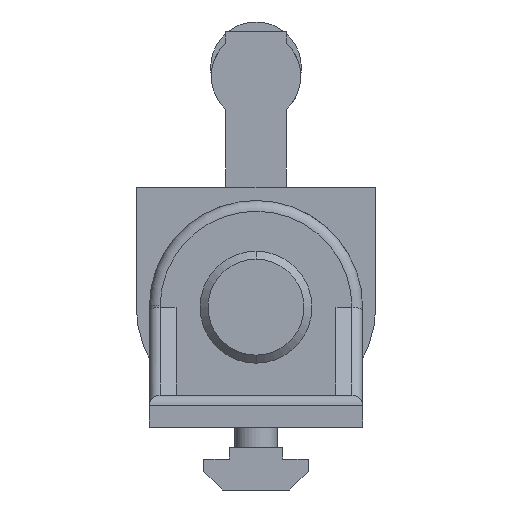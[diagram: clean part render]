
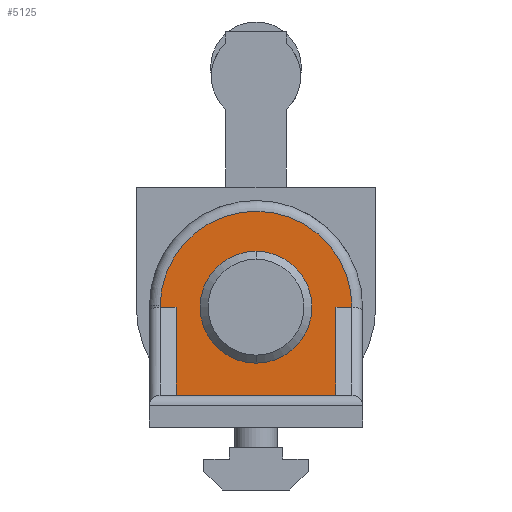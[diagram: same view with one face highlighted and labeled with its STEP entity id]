
A CAD part, left-side view. The second image highlights one B-rep face of the part: STEP entity #5125.
In plain terms, the highlighted planar face has unit normal (-1, 0, 0).
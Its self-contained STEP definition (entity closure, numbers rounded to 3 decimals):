
#67 = VERTEX_POINT ( 'NONE', #5215 ) ;
#144 = AXIS2_PLACEMENT_3D ( 'NONE', #5256, #839, #395 ) ;
#168 = CIRCLE ( 'NONE', #1816, 18. ) ;
#229 = CARTESIAN_POINT ( 'NONE',  ( -28.5, 15., -16.5 ) ) ;
#277 = VERTEX_POINT ( 'NONE', #4336 ) ;
#284 = ORIENTED_EDGE ( 'NONE', *, *, #2068, .T. ) ;
#303 = CARTESIAN_POINT ( 'NONE',  ( -28.5, -18., 0. ) ) ;
#389 = VECTOR ( 'NONE', #528, 1000. ) ;
#395 = DIRECTION ( 'NONE',  ( 0., 0., 1. ) ) ;
#528 = DIRECTION ( 'NONE',  ( 0., 1., 0. ) ) ;
#582 = LINE ( 'NONE', #1825, #389 ) ;
#602 = DIRECTION ( 'NONE',  ( 0., -1., 0. ) ) ;
#625 = DIRECTION ( 'NONE',  ( 0., 0., -1. ) ) ;
#721 = DIRECTION ( 'NONE',  ( 0., 0., 1. ) ) ;
#765 = VERTEX_POINT ( 'NONE', #229 ) ;
#804 = DIRECTION ( 'NONE',  ( -1., 0., 0. ) ) ;
#825 = ORIENTED_EDGE ( 'NONE', *, *, #4326, .T. ) ;
#839 = DIRECTION ( 'NONE',  ( 1., 0., 0. ) ) ;
#980 = DIRECTION ( 'NONE',  ( 0., -1., 0. ) ) ;
#1033 = EDGE_CURVE ( 'NONE', #3111, #277, #4059, .T. ) ;
#1077 = CARTESIAN_POINT ( 'NONE',  ( -28.5, 15., 0. ) ) ;
#1158 = DIRECTION ( 'NONE',  ( 1., 0., 0. ) ) ;
#1229 = DIRECTION ( 'NONE',  ( -1., 0., 0. ) ) ;
#1308 = EDGE_LOOP ( 'NONE', ( #2408, #825 ) ) ;
#1343 = EDGE_CURVE ( 'NONE', #67, #2693, #2243, .T. ) ;
#1436 = EDGE_CURVE ( 'NONE', #2907, #765, #2447, .T. ) ;
#1501 = CARTESIAN_POINT ( 'NONE',  ( -28.5, 15., 0. ) ) ;
#1777 = EDGE_CURVE ( 'NONE', #2907, #2693, #4861, .T. ) ;
#1816 = AXIS2_PLACEMENT_3D ( 'NONE', #3528, #1229, #3953 ) ;
#1825 = CARTESIAN_POINT ( 'NONE',  ( -28.5, -18., 0. ) ) ;
#1938 = FACE_OUTER_BOUND ( 'NONE', #3032, .T. ) ;
#1973 = ORIENTED_EDGE ( 'NONE', *, *, #3912, .F. ) ;
#1983 = CARTESIAN_POINT ( 'NONE',  ( -28.5, 0., 0. ) ) ;
#2053 = DIRECTION ( 'NONE',  ( 0., 0., -1. ) ) ;
#2068 = EDGE_CURVE ( 'NONE', #3540, #67, #168, .T. ) ;
#2096 = CIRCLE ( 'NONE', #5363, 10.5 ) ;
#2169 = CARTESIAN_POINT ( 'NONE',  ( -28.5, -20., 0. ) ) ;
#2175 = AXIS2_PLACEMENT_3D ( 'NONE', #2169, #804, #2600 ) ;
#2195 = ORIENTED_EDGE ( 'NONE', *, *, #1033, .F. ) ;
#2213 = CARTESIAN_POINT ( 'NONE',  ( -28.5, -15., 0. ) ) ;
#2243 = CIRCLE ( 'NONE', #5594, 18. ) ;
#2290 = CARTESIAN_POINT ( 'NONE',  ( -28.5, 15., -16.5 ) ) ;
#2336 = DIRECTION ( 'NONE',  ( -1., 0., 0. ) ) ;
#2346 = VERTEX_POINT ( 'NONE', #4095 ) ;
#2408 = ORIENTED_EDGE ( 'NONE', *, *, #3543, .T. ) ;
#2447 = LINE ( 'NONE', #1077, #3643 ) ;
#2600 = DIRECTION ( 'NONE',  ( 0., 0., 1. ) ) ;
#2693 = VERTEX_POINT ( 'NONE', #4464 ) ;
#2818 = VERTEX_POINT ( 'NONE', #4587 ) ;
#2907 = VERTEX_POINT ( 'NONE', #1501 ) ;
#3030 = ORIENTED_EDGE ( 'NONE', *, *, #4767, .T. ) ;
#3032 = EDGE_LOOP ( 'NONE', ( #3030, #2195, #1973, #284, #3457, #4145, #4760 ) ) ;
#3111 = VERTEX_POINT ( 'NONE', #2213 ) ;
#3256 = CARTESIAN_POINT ( 'NONE',  ( -28.5, 0., 0. ) ) ;
#3457 = ORIENTED_EDGE ( 'NONE', *, *, #1343, .T. ) ;
#3528 = CARTESIAN_POINT ( 'NONE',  ( -28.5, 0., 0. ) ) ;
#3540 = VERTEX_POINT ( 'NONE', #303 ) ;
#3543 = EDGE_CURVE ( 'NONE', #2818, #2346, #2096, .T. ) ;
#3586 = VECTOR ( 'NONE', #2053, 1000. ) ;
#3630 = VECTOR ( 'NONE', #980, 1000. ) ;
#3643 = VECTOR ( 'NONE', #625, 1000. ) ;
#3738 = CARTESIAN_POINT ( 'NONE',  ( -28.5, 15., 0. ) ) ;
#3912 = EDGE_CURVE ( 'NONE', #3540, #3111, #582, .T. ) ;
#3953 = DIRECTION ( 'NONE',  ( 0., -1., 0. ) ) ;
#4059 = LINE ( 'NONE', #5518, #3586 ) ;
#4095 = CARTESIAN_POINT ( 'NONE',  ( -28.5, 0., -10.5 ) ) ;
#4145 = ORIENTED_EDGE ( 'NONE', *, *, #1777, .F. ) ;
#4208 = DIRECTION ( 'NONE',  ( 0., 1., 0. ) ) ;
#4326 = EDGE_CURVE ( 'NONE', #2346, #2818, #4985, .T. ) ;
#4336 = CARTESIAN_POINT ( 'NONE',  ( -28.5, -15., -16.5 ) ) ;
#4464 = CARTESIAN_POINT ( 'NONE',  ( -28.5, 18., 0. ) ) ;
#4587 = CARTESIAN_POINT ( 'NONE',  ( -28.5, 0., 10.5 ) ) ;
#4705 = FACE_BOUND ( 'NONE', #1308, .T. ) ;
#4760 = ORIENTED_EDGE ( 'NONE', *, *, #1436, .T. ) ;
#4767 = EDGE_CURVE ( 'NONE', #765, #277, #5202, .T. ) ;
#4861 = LINE ( 'NONE', #3738, #5621 ) ;
#4985 = CIRCLE ( 'NONE', #144, 10.5 ) ;
#5125 = ADVANCED_FACE ( 'NONE', ( #4705, #1938 ), #5243, .T. ) ;
#5202 = LINE ( 'NONE', #2290, #3630 ) ;
#5215 = CARTESIAN_POINT ( 'NONE',  ( -28.5, 17.997, 0.329 ) ) ;
#5243 = PLANE ( 'NONE',  #2175 ) ;
#5256 = CARTESIAN_POINT ( 'NONE',  ( -28.5, 0., 0. ) ) ;
#5363 = AXIS2_PLACEMENT_3D ( 'NONE', #1983, #1158, #721 ) ;
#5518 = CARTESIAN_POINT ( 'NONE',  ( -28.5, -15., 0. ) ) ;
#5594 = AXIS2_PLACEMENT_3D ( 'NONE', #3256, #2336, #602 ) ;
#5621 = VECTOR ( 'NONE', #4208, 1000. ) ;
